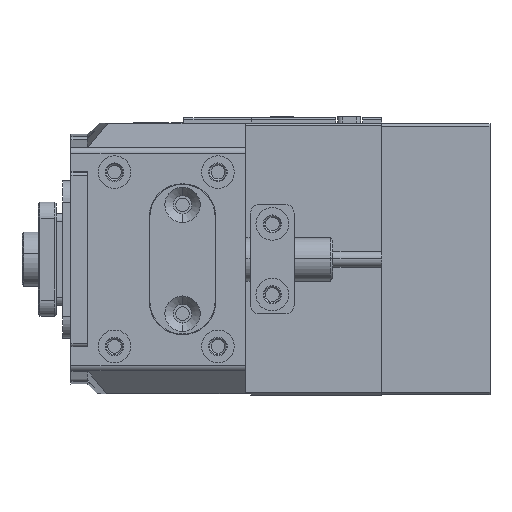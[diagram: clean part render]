
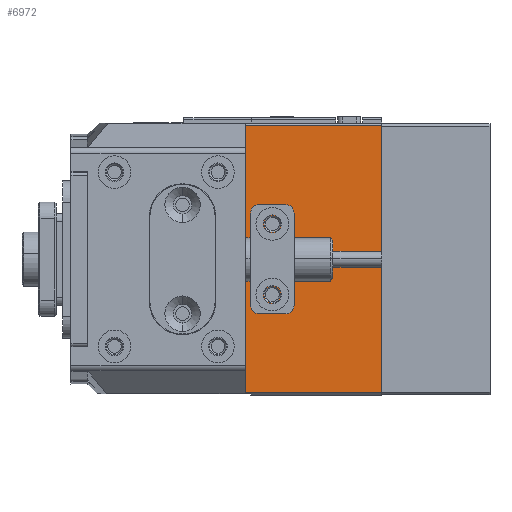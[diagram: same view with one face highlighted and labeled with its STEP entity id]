
A CAD part, left-side view. The second image highlights one B-rep face of the part: STEP entity #6972.
In plain terms, the highlighted planar face has unit normal (-1, 0, 0).
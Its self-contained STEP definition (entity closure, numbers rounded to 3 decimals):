
#925 = DIRECTION ( 'NONE',  ( 0., 1., 0. ) ) ;
#1178 = AXIS2_PLACEMENT_3D ( 'NONE', #6289, #39127, #18424 ) ;
#1635 = CARTESIAN_POINT ( 'NONE',  ( -40.5, -32.5, -24.5 ) ) ;
#2073 = ORIENTED_EDGE ( 'NONE', *, *, #50612, .T. ) ;
#2092 = DIRECTION ( 'NONE',  ( 0., 0., -1. ) ) ;
#2229 = CARTESIAN_POINT ( 'NONE',  ( -40.5, -7.5, -24.5 ) ) ;
#3787 = FACE_OUTER_BOUND ( 'NONE', #48223, .T. ) ;
#4262 = EDGE_CURVE ( 'NONE', #47953, #23318, #29481, .T. ) ;
#4355 = CARTESIAN_POINT ( 'NONE',  ( -40.5, -12.5, -4.95 ) ) ;
#4443 = FACE_BOUND ( 'NONE', #15556, .T. ) ;
#5446 = LINE ( 'NONE', #24551, #35152 ) ;
#5918 = EDGE_CURVE ( 'NONE', #14124, #49125, #25983, .T. ) ;
#6289 = CARTESIAN_POINT ( 'NONE',  ( -40.5, -12.5, -6.5 ) ) ;
#6821 = VERTEX_POINT ( 'NONE', #33497 ) ;
#6972 = ADVANCED_FACE ( 'NONE', ( #39245, #4443, #3787 ), #51618, .F. ) ;
#7890 = VERTEX_POINT ( 'NONE', #4355 ) ;
#10229 = DIRECTION ( 'NONE',  ( 1., 0., 0. ) ) ;
#10877 = ORIENTED_EDGE ( 'NONE', *, *, #28095, .T. ) ;
#11050 = EDGE_CURVE ( 'NONE', #6821, #23318, #18029, .T. ) ;
#11575 = DIRECTION ( 'NONE',  ( 0., 0., -1. ) ) ;
#12484 = DIRECTION ( 'NONE',  ( 1., 0., 0. ) ) ;
#13480 = DIRECTION ( 'NONE',  ( 1., 0., 0. ) ) ;
#13662 = DIRECTION ( 'NONE',  ( 0., 0., -1. ) ) ;
#14124 = VERTEX_POINT ( 'NONE', #32740 ) ;
#14308 = CARTESIAN_POINT ( 'NONE',  ( -40.5, -12.5, 8.05 ) ) ;
#14970 = CIRCLE ( 'NONE', #1178, 1.55 ) ;
#15556 = EDGE_LOOP ( 'NONE', ( #32285, #21013 ) ) ;
#18029 = LINE ( 'NONE', #36159, #32599 ) ;
#18424 = DIRECTION ( 'NONE',  ( 0., 0., -1. ) ) ;
#18903 = CARTESIAN_POINT ( 'NONE',  ( -40.5, -32.5, -24.5 ) ) ;
#20326 = VERTEX_POINT ( 'NONE', #46930 ) ;
#21013 = ORIENTED_EDGE ( 'NONE', *, *, #46894, .T. ) ;
#23131 = EDGE_CURVE ( 'NONE', #7890, #40092, #27034, .T. ) ;
#23318 = VERTEX_POINT ( 'NONE', #18903 ) ;
#23384 = CARTESIAN_POINT ( 'NONE',  ( -40.5, -32.5, 25. ) ) ;
#24551 = CARTESIAN_POINT ( 'NONE',  ( -40.5, -7.5, 25. ) ) ;
#24861 = DIRECTION ( 'NONE',  ( 0., 0., -1. ) ) ;
#25754 = ORIENTED_EDGE ( 'NONE', *, *, #5918, .T. ) ;
#25983 = CIRCLE ( 'NONE', #48325, 1.55 ) ;
#26295 = CARTESIAN_POINT ( 'NONE',  ( -40.5, -12.5, 6.5 ) ) ;
#27034 = CIRCLE ( 'NONE', #29185, 1.55 ) ;
#27280 = DIRECTION ( 'NONE',  ( 0., 0., -1. ) ) ;
#28095 = EDGE_CURVE ( 'NONE', #6821, #20326, #38680, .T. ) ;
#28904 = CARTESIAN_POINT ( 'NONE',  ( -40.5, -12.5, -8.05 ) ) ;
#29185 = AXIS2_PLACEMENT_3D ( 'NONE', #37208, #13480, #13662 ) ;
#29481 = LINE ( 'NONE', #1635, #35183 ) ;
#30973 = AXIS2_PLACEMENT_3D ( 'NONE', #23384, #43053, #27280 ) ;
#31721 = VECTOR ( 'NONE', #925, 1000. ) ;
#32285 = ORIENTED_EDGE ( 'NONE', *, *, #23131, .T. ) ;
#32599 = VECTOR ( 'NONE', #11575, 1000. ) ;
#32740 = CARTESIAN_POINT ( 'NONE',  ( -40.5, -12.5, 4.95 ) ) ;
#33219 = DIRECTION ( 'NONE',  ( 0., 0., -1. ) ) ;
#33497 = CARTESIAN_POINT ( 'NONE',  ( -40.5, -32.5, 24.5 ) ) ;
#33993 = DIRECTION ( 'NONE',  ( 0., -1., 0. ) ) ;
#34531 = EDGE_CURVE ( 'NONE', #20326, #47953, #5446, .T. ) ;
#35152 = VECTOR ( 'NONE', #33219, 1000. ) ;
#35183 = VECTOR ( 'NONE', #33993, 1000. ) ;
#36159 = CARTESIAN_POINT ( 'NONE',  ( -40.5, -32.5, 25. ) ) ;
#37208 = CARTESIAN_POINT ( 'NONE',  ( -40.5, -12.5, -6.5 ) ) ;
#37424 = ORIENTED_EDGE ( 'NONE', *, *, #11050, .F. ) ;
#38680 = LINE ( 'NONE', #41224, #31721 ) ;
#38776 = EDGE_LOOP ( 'NONE', ( #2073, #25754 ) ) ;
#39127 = DIRECTION ( 'NONE',  ( 1., 0., 0. ) ) ;
#39245 = FACE_BOUND ( 'NONE', #38776, .T. ) ;
#40092 = VERTEX_POINT ( 'NONE', #28904 ) ;
#40629 = CARTESIAN_POINT ( 'NONE',  ( -40.5, -12.5, 6.5 ) ) ;
#41224 = CARTESIAN_POINT ( 'NONE',  ( -40.5, -32.5, 24.5 ) ) ;
#41231 = ORIENTED_EDGE ( 'NONE', *, *, #4262, .T. ) ;
#41262 = CIRCLE ( 'NONE', #50569, 1.55 ) ;
#43053 = DIRECTION ( 'NONE',  ( 1., 0., 0. ) ) ;
#46894 = EDGE_CURVE ( 'NONE', #40092, #7890, #14970, .T. ) ;
#46930 = CARTESIAN_POINT ( 'NONE',  ( -40.5, -7.5, 24.5 ) ) ;
#47953 = VERTEX_POINT ( 'NONE', #2229 ) ;
#48223 = EDGE_LOOP ( 'NONE', ( #48836, #41231, #37424, #10877 ) ) ;
#48325 = AXIS2_PLACEMENT_3D ( 'NONE', #26295, #10229, #2092 ) ;
#48836 = ORIENTED_EDGE ( 'NONE', *, *, #34531, .T. ) ;
#49125 = VERTEX_POINT ( 'NONE', #14308 ) ;
#50569 = AXIS2_PLACEMENT_3D ( 'NONE', #40629, #12484, #24861 ) ;
#50612 = EDGE_CURVE ( 'NONE', #49125, #14124, #41262, .T. ) ;
#51618 = PLANE ( 'NONE',  #30973 ) ;
